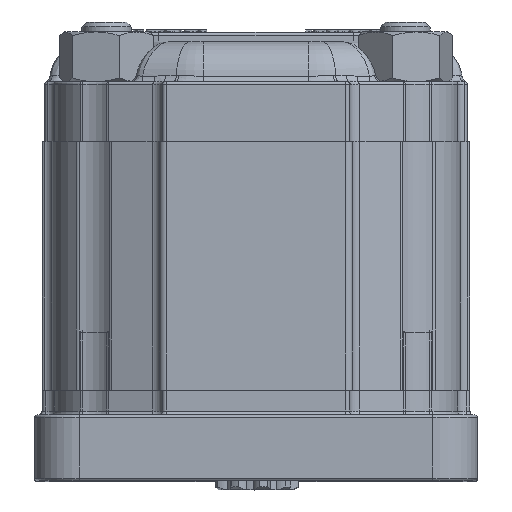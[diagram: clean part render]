
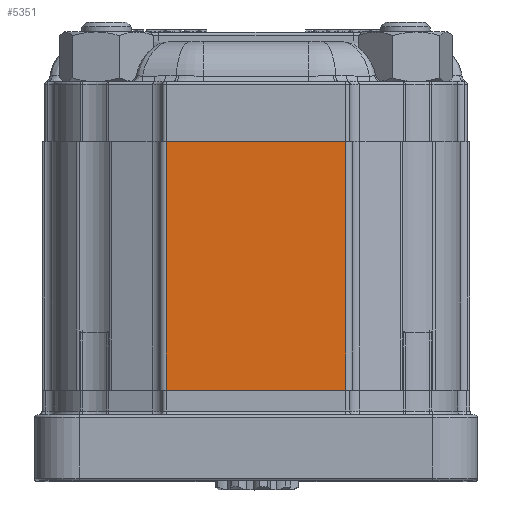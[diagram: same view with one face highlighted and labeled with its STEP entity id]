
A CAD part, top view. The second image highlights one B-rep face of the part: STEP entity #5351.
In plain terms, the highlighted planar face has unit normal (0, 0, 1).
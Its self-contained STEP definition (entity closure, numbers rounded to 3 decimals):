
#5351 = ADVANCED_FACE( '', ( #11066 ), #11067, .T. );
#11066 = FACE_OUTER_BOUND( '', #19717, .T. );
#11067 = PLANE( '', #19718 );
#19717 = EDGE_LOOP( '', ( #36154, #36155, #36156, #36157 ) );
#19718 = AXIS2_PLACEMENT_3D( '', #36158, #36159, #36160 );
#36154 = ORIENTED_EDGE( '', *, *, #43880, .F. );
#36155 = ORIENTED_EDGE( '', *, *, #40522, .F. );
#36156 = ORIENTED_EDGE( '', *, *, #44037, .T. );
#36157 = ORIENTED_EDGE( '', *, *, #37794, .T. );
#36158 = CARTESIAN_POINT( '', ( -18.069, 50., 49. ) );
#36159 = DIRECTION( '', ( 0., 0., 1. ) );
#36160 = DIRECTION( '', ( 1., 0., 0. ) );
#37794 = EDGE_CURVE( '', #44650, #44647, #44651, .T. );
#40522 = EDGE_CURVE( '', #49202, #49198, #49204, .T. );
#43880 = EDGE_CURVE( '', #49198, #44647, #53518, .T. );
#44037 = EDGE_CURVE( '', #49202, #44650, #53678, .T. );
#44647 = VERTEX_POINT( '', #54817 );
#44650 = VERTEX_POINT( '', #54820 );
#44651 = LINE( '', #54821, #54822 );
#49198 = VERTEX_POINT( '', #63526 );
#49202 = VERTEX_POINT( '', #63531 );
#49204 = LINE( '', #63533, #63534 );
#53518 = LINE( '', #72329, #72330 );
#53678 = LINE( '', #72599, #72600 );
#54817 = CARTESIAN_POINT( '', ( -18.069, 0., 49. ) );
#54820 = CARTESIAN_POINT( '', ( -18.069, 50., 49. ) );
#54821 = CARTESIAN_POINT( '', ( -18.069, 50., 49. ) );
#54822 = VECTOR( '', #73098, 1000. );
#63526 = CARTESIAN_POINT( '', ( 18.069, 0., 49. ) );
#63531 = CARTESIAN_POINT( '', ( 18.069, 50., 49. ) );
#63533 = CARTESIAN_POINT( '', ( 18.069, 50., 49. ) );
#63534 = VECTOR( '', #76204, 1000. );
#72329 = CARTESIAN_POINT( '', ( -18.069, 0., 49. ) );
#72330 = VECTOR( '', #79484, 1000. );
#72599 = CARTESIAN_POINT( '', ( -18.069, 50., 49. ) );
#72600 = VECTOR( '', #79579, 1000. );
#73098 = DIRECTION( '', ( 0., -1., 0. ) );
#76204 = DIRECTION( '', ( 0., -1., 0. ) );
#79484 = DIRECTION( '', ( -1., 0., 0. ) );
#79579 = DIRECTION( '', ( -1., 0., 0. ) );
